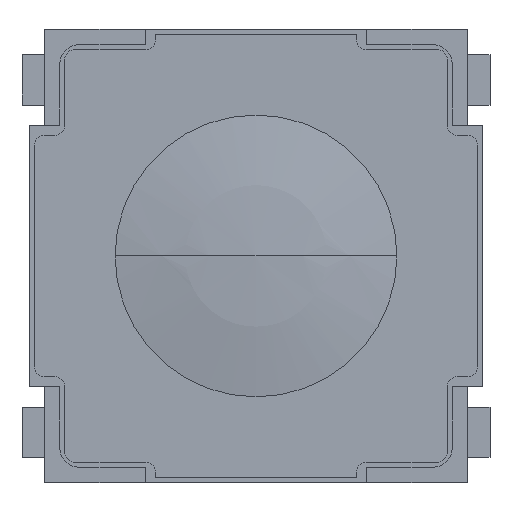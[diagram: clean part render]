
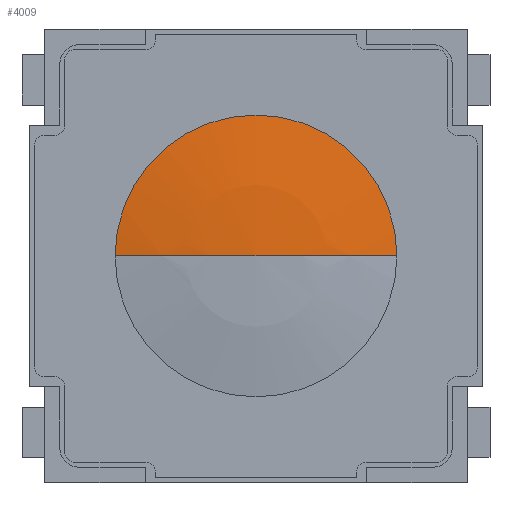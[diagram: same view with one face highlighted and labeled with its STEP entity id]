
A CAD part, top view. The second image highlights one B-rep face of the part: STEP entity #4009.
In plain terms, the highlighted spherical face has radius 8.579 mm.
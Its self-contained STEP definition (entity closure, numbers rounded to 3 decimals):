
#3963 = VERTEX_POINT('',#3964);
#3964 = CARTESIAN_POINT('',(-1.4,0.,0.625));
#3965 = VERTEX_POINT('',#3966);
#3966 = CARTESIAN_POINT('',(1.4,0.,0.625));
#3973 = EDGE_CURVE('',#3965,#3963,#3974,.T.);
#3974 = CIRCLE('',#3975,1.4);
#3975 = AXIS2_PLACEMENT_3D('',#3976,#3977,#3978);
#3976 = CARTESIAN_POINT('',(0.,0.,0.625)
  );
#3977 = DIRECTION('',(0.,0.,1.));
#3978 = DIRECTION('',(1.,0.,0.));
#3988 = EDGE_CURVE('',#3989,#3965,#3991,.T.);
#3989 = VERTEX_POINT('',#3990);
#3990 = CARTESIAN_POINT('',(0.,0.,0.74
    ));
#3991 = CIRCLE('',#3992,8.579);
#3992 = AXIS2_PLACEMENT_3D('',#3993,#3994,#3995);
#3993 = CARTESIAN_POINT('',(0.,0.,
    -7.839));
#3994 = DIRECTION('',(0.,1.,0.));
#3995 = DIRECTION('',(0.,0.,1.));
#3997 = EDGE_CURVE('',#3989,#3963,#3998,.T.);
#3998 = CIRCLE('',#3999,8.579);
#3999 = AXIS2_PLACEMENT_3D('',#4000,#4001,#4002);
#4000 = CARTESIAN_POINT('',(0.,0.,
    -7.839));
#4001 = DIRECTION('',(0.,-1.,0.));
#4002 = DIRECTION('',(0.,0.,1.));
#4009 = ADVANCED_FACE('',(#4010),#4015,.T.);
#4010 = FACE_BOUND('',#4011,.T.);
#4011 = EDGE_LOOP('',(#4012,#4013,#4014));
#4012 = ORIENTED_EDGE('',*,*,#3997,.F.);
#4013 = ORIENTED_EDGE('',*,*,#3988,.T.);
#4014 = ORIENTED_EDGE('',*,*,#3973,.T.);
#4015 = SPHERICAL_SURFACE('',#4016,8.579);
#4016 = AXIS2_PLACEMENT_3D('',#4017,#4018,#4019);
#4017 = CARTESIAN_POINT('',(0.,0.,
    -7.839));
#4018 = DIRECTION('',(0.,0.,1.));
#4019 = DIRECTION('',(1.,0.,0.));
